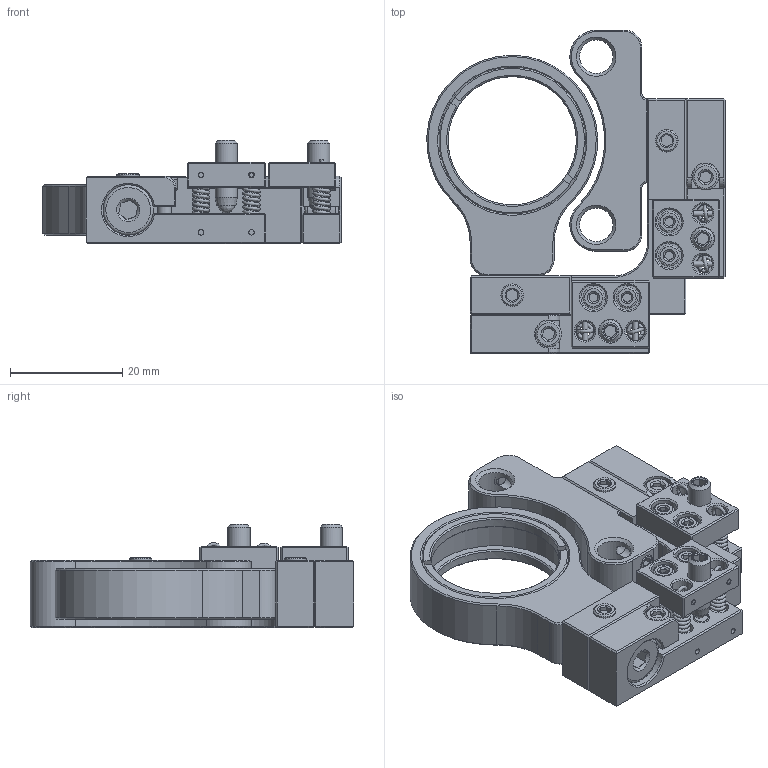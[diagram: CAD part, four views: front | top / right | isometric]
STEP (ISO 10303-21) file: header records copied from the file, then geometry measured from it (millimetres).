
FILE_DESCRIPTION (( 'STEP AP203' ), '1' );
FILE_NAME ('530159.STEP', '2025-05-07T04:10:27', ( 'Windows User' ), ( 'P R C' ), 'SwSTEP 2.0', 'SolidWorks 2020', '' );
FILE_SCHEMA (( 'CONFIG_CONTROL_DESIGN' ));
Length unit declared in the file: millimetre
Products named in the file (1): 530159
Bounding box: 53.24 x 57.71 x 18.4 mm (x, y, z)
Volume: 17995.5 mm3; surface area: 16577.1 mm2
Topology: 38 solids, 38 shells, 718 faces, 1629 edges, 1019 vertices
Faces by surface type: plane 408, cone 150, cylinder 122, bspline 38
Full cylindrical faces by diameter (mm): 1 x20, 1.6 x4, 2 x4, 2.05 x2, 2.4 x4, 2.5 x6, 2.9 x2, 2.99 x2, 3 x10, 3.3 x4, 3.4 x8, 3.75 x2, 3.8 x4, 4 x6, 4.5 x4, 4.6 x4, 5 x5, 6 x2, 9 x3, 22.9 x2, 25.65 x1, 26.289 x2
Entity records: 45128 total; most frequent: CARTESIAN_POINT 31088, DIRECTION 2775, ORIENTED_EDGE 2482, EDGE_CURVE 1241, EDGE_LOOP 1081, AXIS2_PLACEMENT_3D 1059, VERTEX_POINT 882, FACE_OUTER_BOUND 853
